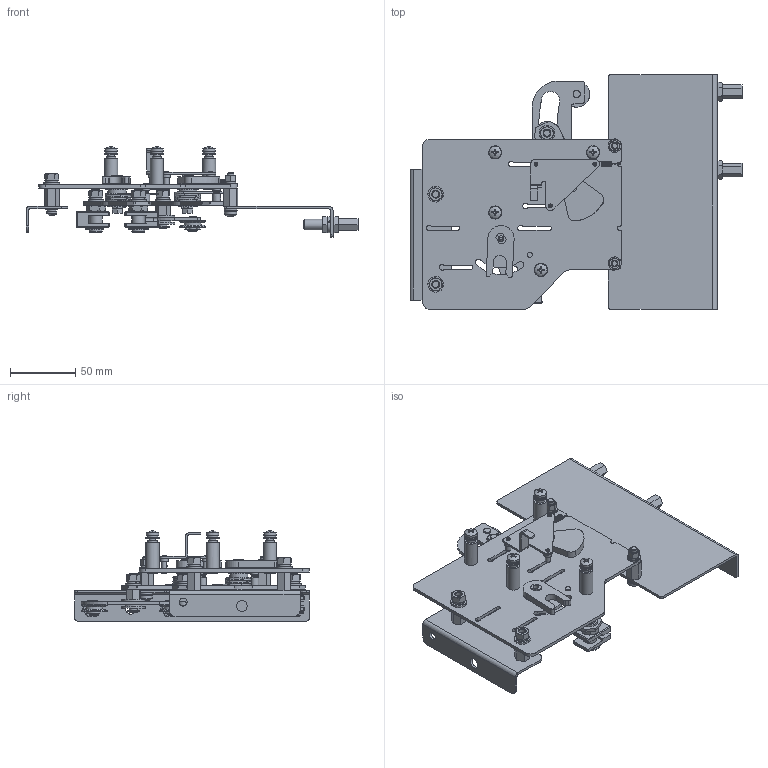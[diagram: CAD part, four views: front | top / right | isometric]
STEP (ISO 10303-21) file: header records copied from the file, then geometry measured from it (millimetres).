
FILE_DESCRIPTION(/* description */ (''),/* implementation_level */ '2;1');
FILE_NAME(/* name */ 'FLS／W6G3.stp',/* time_stamp */ '2023-09-25T11:17:57+08:00',/* author */ (''),/* organization */ (''),/* preprocessor_version */ 'ST-DEVELOPER v16.7',/* originating_system */ 'SIEMENS PLM Software NX 12.0',/* authorisation */ '');
FILE_SCHEMA (('AUTOMOTIVE_DESIGN { 1 0 10303 214 3 1 1 1 }'));
Length unit declared in the file: millimetre
Products named in the file (1): FLX_W6-3_a_1-机械联锁
Bounding box: 254.2 x 179.5 x 68.92 mm (x, y, z)
Volume: 155357.7 mm3; surface area: 138108.3 mm2
Topology: 5 solids, 23 shells, 1499 faces, 3710 edges, 2347 vertices
Faces by surface type: plane 755, cylinder 423, cone 258, torus 50, sphere 8, bspline 5
Full cylindrical faces by diameter (mm): 0.5 x2, 1 x3, 1.2 x5, 1.5 x4, 3 x5, 3.2 x2, 4 x10, 4.2 x8, 4.3 x2, 4.6 x2, 5 x13, 5.2 x4, 5.3 x4, 5.5 x2, 5.795 x2, 6 x22, 6.2 x4, 6.4 x7, 6.78 x2, 6.9 x2, 7 x16, 7.5 x4, 8 x14, 8.2 x1, 8.5 x3, 8.75 x6, 9 x2, 9.5 x6, 10 x20, 10.2 x4
Entity records: 49268 total; most frequent: CARTESIAN_POINT 14905, DIRECTION 7164, ORIENTED_EDGE 6286, EDGE_CURVE 3143, AXIS2_PLACEMENT_3D 2897, VERTEX_POINT 2162, EDGE_LOOP 2080, ADVANCED_FACE 1499
